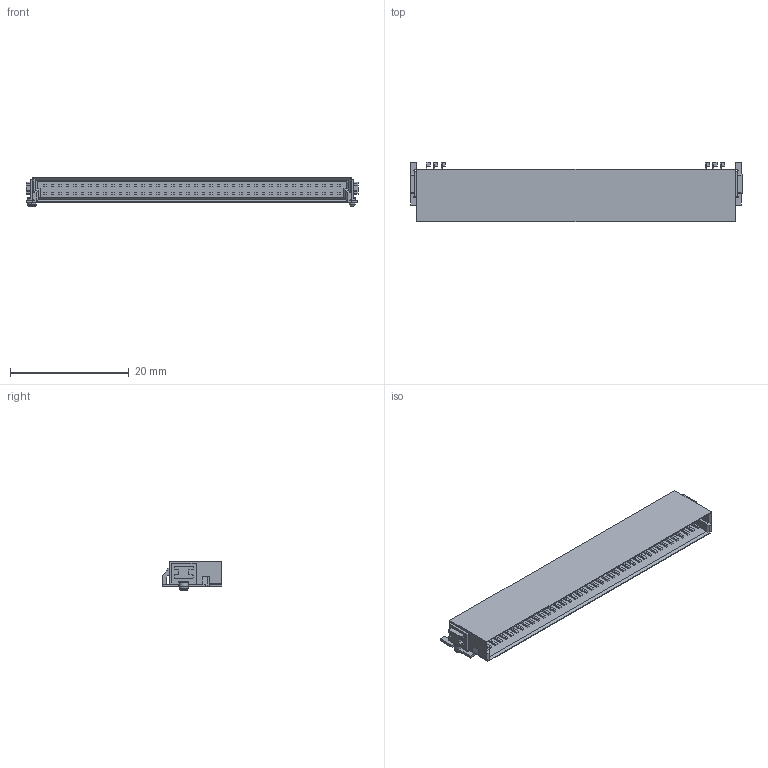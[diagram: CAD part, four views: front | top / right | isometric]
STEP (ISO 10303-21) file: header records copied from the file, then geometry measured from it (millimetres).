
FILE_DESCRIPTION((''),'2;1');
FILE_NAME('ERNI_154767.stp','2014-08-13T11:03:15',(''),(''),'Mechanical Desktop 2011','Mechanical Desktop 2011',', , ');
FILE_SCHEMA(('AUTOMOTIVE_DESIGN { 1 2 10303 214 1 1 1 1 }'));
Length unit declared in the file: millimetre
Products named in the file (1): Product
Bounding box: 55.88 x 10 x 5 mm (x, y, z)
Volume: 1080.2 mm3; surface area: 2727.9 mm2
Topology: 97 solids, 97 shells, 995 faces, 2333 edges, 1543 vertices
Faces by surface type: plane 777, bspline 102, cylinder 97, torus 11, cone 8
Entity records: 29488 total; most frequent: CARTESIAN_POINT 6854, ORIENTED_EDGE 4666, DIRECTION 4263, EDGE_CURVE 2333, VECTOR 2023, LINE 2023, VERTEX_POINT 1543, AXIS2_PLACEMENT_3D 1120
